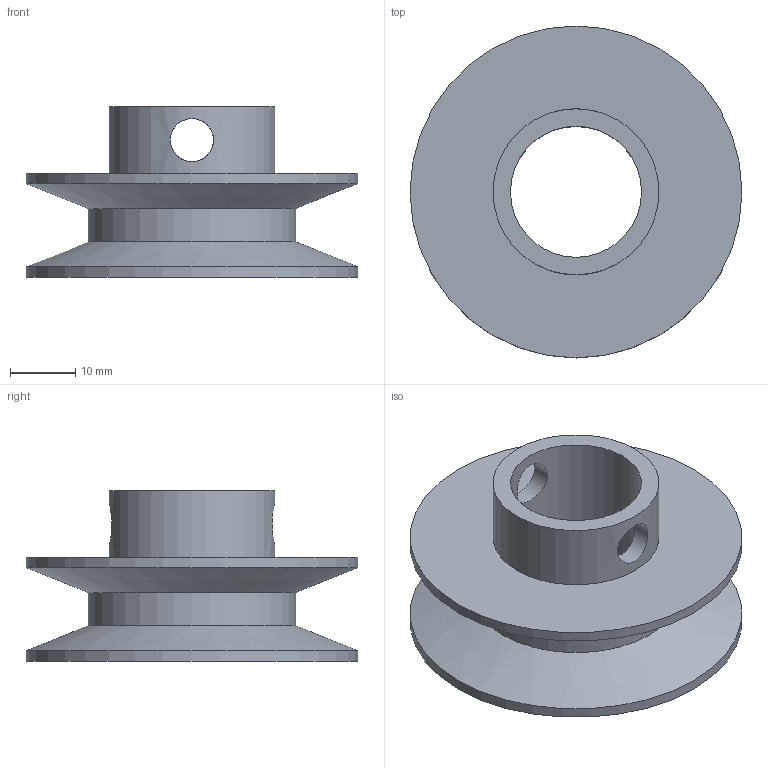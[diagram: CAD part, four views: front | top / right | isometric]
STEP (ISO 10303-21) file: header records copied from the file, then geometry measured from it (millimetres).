
FILE_DESCRIPTION(/* description */ (''),/* implementation_level */ '2;1');
FILE_NAME(/* name */ 'Pulley1 v3.step',/* time_stamp */ '2023-11-29T10:59:51+05:30',/* author */ (''),/* organization */ (''),/* preprocessor_version */ 'ST-DEVELOPER v20',/* originating_system */ 'Autodesk Translation Framework v12.14.0.127',/* authorisation */ '');
FILE_SCHEMA (('AUTOMOTIVE_DESIGN { 1 0 10303 214 3 1 1 }'));
Length unit declared in the file: inch
Products named in the file (1): Pulley1
Bounding box: 50.8 x 50.8 x 26.04 mm (x, y, z)
Volume: 17564.1 mm3; surface area: 9521.7 mm2
Topology: 1 solids, 1 shells, 12 faces, 29 edges, 20 vertices
Faces by surface type: cylinder 7, plane 3, cone 2
Full cylindrical faces by diameter (mm): 6.604 x2, 20.066 x1, 25.4 x1, 31.75 x1, 50.8 x2
Entity records: 529 total; most frequent: CARTESIAN_POINT 199, DIRECTION 59, ORIENTED_EDGE 58, EDGE_CURVE 29, AXIS2_PLACEMENT_3D 25, VERTEX_POINT 20, EDGE_LOOP 19, CIRCLE 12
